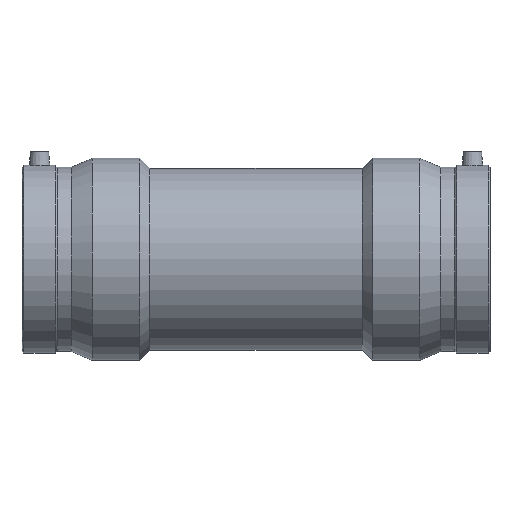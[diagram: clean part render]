
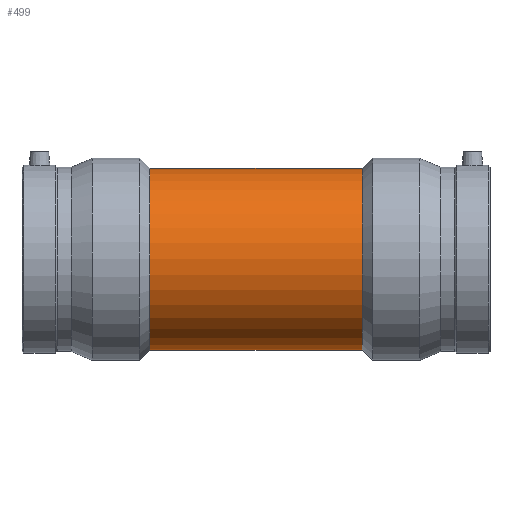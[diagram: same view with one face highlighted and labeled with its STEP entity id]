
A CAD part, top view. The second image highlights one B-rep face of the part: STEP entity #499.
In plain terms, the highlighted cylindrical face has radius 74.25 mm (diameter 148.5 mm), a full revolution.
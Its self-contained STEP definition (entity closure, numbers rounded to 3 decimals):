
#30=B_SPLINE_CURVE_WITH_KNOTS('',3,(#865,#866,#867,#868,#869,#870,#871,
#872,#873,#874,#875,#876,#877,#878,#879,#880,#881,#882,#883,#884,#885,#886,
#887,#888,#889,#890,#891,#892,#893,#894,#895,#896,#897,#898,#899,#900,#901,
#902,#903,#904,#905,#906,#907,#908,#909,#910,#911,#912,#913,#914,#915,#916,
#917,#918,#919,#920,#921,#922,#923,#924,#925,#926,#927,#928,#929,#930),
 .UNSPECIFIED.,.T.,.F.,(4,2,2,2,2,2,2,2,2,2,2,2,2,2,2,2,2,2,2,2,2,2,2,2,
2,2,2,2,2,2,2,2,4),(0.,1.174,2.348,3.523,
4.697,5.84,6.984,8.127,9.271,
10.414,11.558,12.701,13.845,15.019,
16.193,17.368,18.542,19.716,20.89,
22.064,23.238,24.382,25.525,26.669,
27.813,28.956,30.1,31.243,32.387,
33.561,34.735,35.909,37.083),
 .UNSPECIFIED.);
#69=FACE_BOUND('',#187,.T.);
#70=FACE_BOUND('',#188,.T.);
#117=FACE_OUTER_BOUND('',#186,.T.);
#186=EDGE_LOOP('',(#412));
#187=EDGE_LOOP('',(#413));
#188=EDGE_LOOP('',(#414));
#251=CIRCLE('',#568,74.25);
#252=CIRCLE('',#570,74.25);
#276=VERTEX_POINT('',#864);
#297=VERTEX_POINT('',#1058);
#298=VERTEX_POINT('',#1061);
#322=EDGE_CURVE('',#276,#276,#30,.T.);
#343=EDGE_CURVE('',#297,#297,#251,.T.);
#344=EDGE_CURVE('',#298,#298,#252,.T.);
#412=ORIENTED_EDGE('',*,*,#343,.T.);
#413=ORIENTED_EDGE('',*,*,#322,.T.);
#414=ORIENTED_EDGE('',*,*,#344,.F.);
#465=CYLINDRICAL_SURFACE('',#569,74.25);
#499=ADVANCED_FACE('',(#117,#69,#70),#465,.T.);
#568=AXIS2_PLACEMENT_3D('',#1059,#704,#705);
#569=AXIS2_PLACEMENT_3D('',#1060,#706,#707);
#570=AXIS2_PLACEMENT_3D('',#1062,#708,#709);
#704=DIRECTION('center_axis',(1.,0.,0.));
#705=DIRECTION('ref_axis',(0.,0.,-1.));
#706=DIRECTION('center_axis',(1.,0.,0.));
#707=DIRECTION('ref_axis',(0.,1.,0.));
#708=DIRECTION('center_axis',(1.,0.,0.));
#709=DIRECTION('ref_axis',(0.,0.,-1.));
#864=CARTESIAN_POINT('',(0.,-57.75,-46.669));
#865=CARTESIAN_POINT('Ctrl Pts',(0.,-57.75,-46.669));
#866=CARTESIAN_POINT('Ctrl Pts',(3.914,-57.75,-46.669));
#867=CARTESIAN_POINT('Ctrl Pts',(7.819,-57.349,-47.176));
#868=CARTESIAN_POINT('Ctrl Pts',(15.402,-55.793,-49.007));
#869=CARTESIAN_POINT('Ctrl Pts',(19.082,-54.638,-50.322));
#870=CARTESIAN_POINT('Ctrl Pts',(26.069,-51.671,-53.364));
#871=CARTESIAN_POINT('Ctrl Pts',(29.38,-49.856,-55.09));
#872=CARTESIAN_POINT('Ctrl Pts',(35.51,-45.693,-58.588));
#873=CARTESIAN_POINT('Ctrl Pts',(38.326,-43.344,-60.36));
#874=CARTESIAN_POINT('Ctrl Pts',(43.279,-38.392,-63.621));
#875=CARTESIAN_POINT('Ctrl Pts',(45.612,-35.614,-65.241));
#876=CARTESIAN_POINT('Ctrl Pts',(49.791,-29.49,-68.228));
#877=CARTESIAN_POINT('Ctrl Pts',(51.636,-26.144,-69.594));
#878=CARTESIAN_POINT('Ctrl Pts',(54.647,-19.067,-71.856));
#879=CARTESIAN_POINT('Ctrl Pts',(55.815,-15.327,-72.753));
#880=CARTESIAN_POINT('Ctrl Pts',(57.367,-7.7,-73.951));
#881=CARTESIAN_POINT('Ctrl Pts',(57.75,-3.812,-74.25));
#882=CARTESIAN_POINT('Ctrl Pts',(57.75,3.812,-74.25));
#883=CARTESIAN_POINT('Ctrl Pts',(57.367,7.7,-73.951));
#884=CARTESIAN_POINT('Ctrl Pts',(55.815,15.327,-72.753));
#885=CARTESIAN_POINT('Ctrl Pts',(54.647,19.067,-71.856));
#886=CARTESIAN_POINT('Ctrl Pts',(51.636,26.144,-69.594));
#887=CARTESIAN_POINT('Ctrl Pts',(49.791,29.49,-68.228));
#888=CARTESIAN_POINT('Ctrl Pts',(45.612,35.614,-65.241));
#889=CARTESIAN_POINT('Ctrl Pts',(43.279,38.392,-63.621));
#890=CARTESIAN_POINT('Ctrl Pts',(38.326,43.344,-60.36));
#891=CARTESIAN_POINT('Ctrl Pts',(35.51,45.693,-58.588));
#892=CARTESIAN_POINT('Ctrl Pts',(29.38,49.856,-55.09));
#893=CARTESIAN_POINT('Ctrl Pts',(26.069,51.671,-53.364));
#894=CARTESIAN_POINT('Ctrl Pts',(19.082,54.638,-50.322));
#895=CARTESIAN_POINT('Ctrl Pts',(15.402,55.793,-49.007));
#896=CARTESIAN_POINT('Ctrl Pts',(7.819,57.349,-47.176));
#897=CARTESIAN_POINT('Ctrl Pts',(3.914,57.75,-46.669));
#898=CARTESIAN_POINT('Ctrl Pts',(-3.914,57.75,-46.669));
#899=CARTESIAN_POINT('Ctrl Pts',(-7.819,57.349,-47.176));
#900=CARTESIAN_POINT('Ctrl Pts',(-15.402,55.793,-49.007));
#901=CARTESIAN_POINT('Ctrl Pts',(-19.082,54.638,-50.322));
#902=CARTESIAN_POINT('Ctrl Pts',(-26.069,51.671,-53.364));
#903=CARTESIAN_POINT('Ctrl Pts',(-29.38,49.856,-55.09));
#904=CARTESIAN_POINT('Ctrl Pts',(-35.51,45.693,-58.588));
#905=CARTESIAN_POINT('Ctrl Pts',(-38.326,43.344,-60.36));
#906=CARTESIAN_POINT('Ctrl Pts',(-43.279,38.392,-63.621));
#907=CARTESIAN_POINT('Ctrl Pts',(-45.612,35.614,-65.241));
#908=CARTESIAN_POINT('Ctrl Pts',(-49.791,29.49,-68.228));
#909=CARTESIAN_POINT('Ctrl Pts',(-51.636,26.144,-69.594));
#910=CARTESIAN_POINT('Ctrl Pts',(-54.647,19.067,-71.856));
#911=CARTESIAN_POINT('Ctrl Pts',(-55.815,15.327,-72.753));
#912=CARTESIAN_POINT('Ctrl Pts',(-57.367,7.7,-73.951));
#913=CARTESIAN_POINT('Ctrl Pts',(-57.75,3.812,-74.25));
#914=CARTESIAN_POINT('Ctrl Pts',(-57.75,-3.812,-74.25));
#915=CARTESIAN_POINT('Ctrl Pts',(-57.367,-7.7,-73.951));
#916=CARTESIAN_POINT('Ctrl Pts',(-55.815,-15.327,-72.753));
#917=CARTESIAN_POINT('Ctrl Pts',(-54.647,-19.067,-71.856));
#918=CARTESIAN_POINT('Ctrl Pts',(-51.636,-26.144,-69.594));
#919=CARTESIAN_POINT('Ctrl Pts',(-49.791,-29.49,-68.228));
#920=CARTESIAN_POINT('Ctrl Pts',(-45.612,-35.614,-65.241));
#921=CARTESIAN_POINT('Ctrl Pts',(-43.279,-38.392,-63.621));
#922=CARTESIAN_POINT('Ctrl Pts',(-38.326,-43.344,-60.36));
#923=CARTESIAN_POINT('Ctrl Pts',(-35.51,-45.693,-58.588));
#924=CARTESIAN_POINT('Ctrl Pts',(-29.38,-49.856,-55.09));
#925=CARTESIAN_POINT('Ctrl Pts',(-26.069,-51.671,-53.364));
#926=CARTESIAN_POINT('Ctrl Pts',(-19.082,-54.638,-50.322));
#927=CARTESIAN_POINT('Ctrl Pts',(-15.402,-55.793,-49.007));
#928=CARTESIAN_POINT('Ctrl Pts',(-7.819,-57.349,-47.176));
#929=CARTESIAN_POINT('Ctrl Pts',(-3.914,-57.75,-46.669));
#930=CARTESIAN_POINT('Ctrl Pts',(0.,-57.75,-46.669));
#1058=CARTESIAN_POINT('',(-86.905,74.25,0.));
#1059=CARTESIAN_POINT('Origin',(-86.905,0.,0.));
#1060=CARTESIAN_POINT('Origin',(0.,0.,0.));
#1061=CARTESIAN_POINT('',(86.905,74.25,0.));
#1062=CARTESIAN_POINT('Origin',(86.905,0.,0.));
